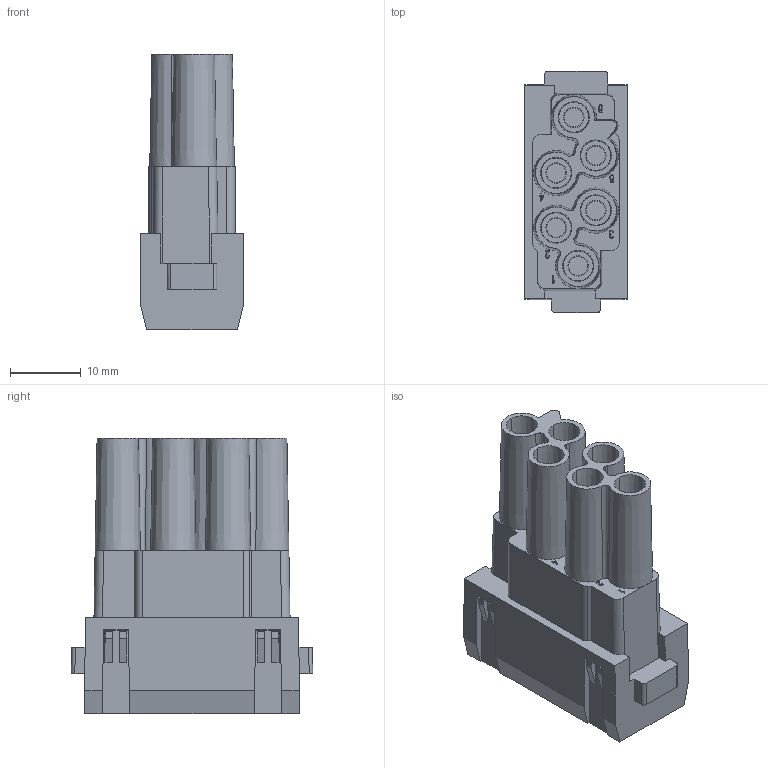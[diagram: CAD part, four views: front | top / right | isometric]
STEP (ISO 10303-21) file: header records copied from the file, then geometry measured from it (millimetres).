
FILE_DESCRIPTION(/* description */ ('Alibre Inc.'),/* implementation_level */ '2;1');
FILE_NAME(/* name */ 'export-920DA29B-42F6-448B-A365-D8C6DA053559',/* time_stamp */ '2022-10-06T12:42:42+02:00',/* author */ (''),/* organization */ (''),/* preprocessor_version */ 'ST-DEVELOPER v17',/* originating_system */ 'Alibre',/* authorisation */ '');
FILE_SCHEMA (('AUTOMOTIVE_DESIGN'));
Length unit declared in the file: millimetre
Products named in the file (2): HC_M_06_PT_F-select
Bounding box: 14.6 x 34.1 x 39 mm (x, y, z)
Volume: 9447.6 mm3; surface area: 6685.6 mm2
Topology: 1 solids, 1 shells, 855 faces, 2428 edges, 1623 vertices
Faces by surface type: plane 737, cone 76, cylinder 42
Entity records: 26449 total; most frequent: CARTESIAN_POINT 5392, ORIENTED_EDGE 4856, DIRECTION 3298, EDGE_CURVE 2428, VECTOR 2035, LINE 2035, VERTEX_POINT 1623, AXIS2_PLACEMENT_3D 993
